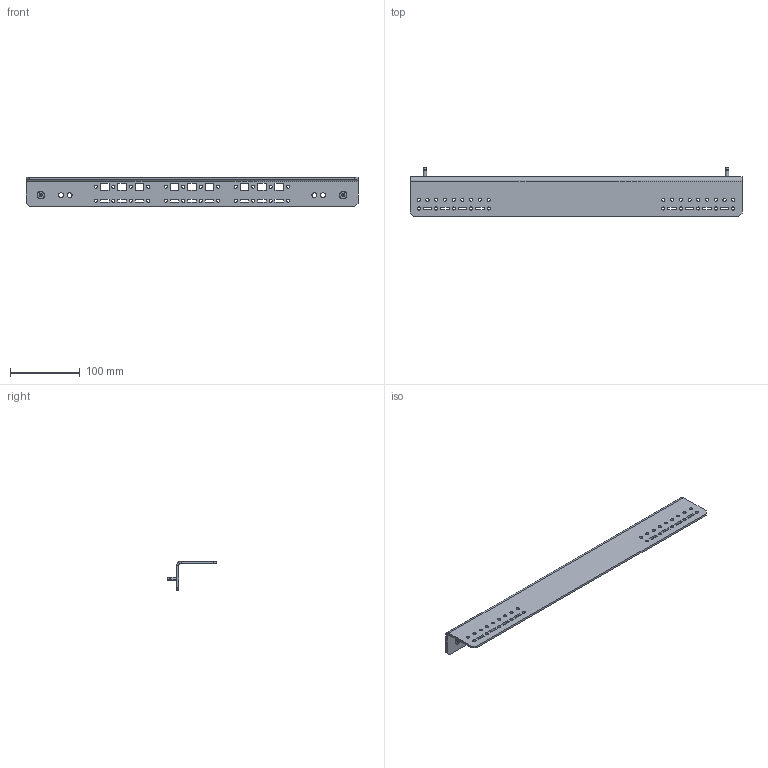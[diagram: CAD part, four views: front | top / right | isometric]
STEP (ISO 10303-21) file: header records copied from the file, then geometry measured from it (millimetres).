
FILE_DESCRIPTION (( 'STEP AP203' ), '1' );
FILE_NAME ('UR16702040000 Êîìïëåêò ìîíòàæíûõ øèí 42õ57õ475 äëÿ 19-äþéìîâîãî îáîðóäîâàíèÿ RS52 (2øò) (000.801.622-02) .STEP', '2022-04-26T06:35:52', ( '' ), ( '' ), 'SwSTEP 2.0', 'SolidWorks 2017', '' );
FILE_SCHEMA (( 'CONFIG_CONTROL_DESIGN' ));
Length unit declared in the file: millimetre
Products named in the file (3): Âèíò DIN 7500 M TORX_Œ5å16; UR16702040000 Êîìïëåêò ìîíòàæíûõ øèí 42õ57õ475 äëÿ 19-äþéìîâîãî îáîðóäîâàíèÿ RS52 (2øò) (000.801.622-02) ; 026-702 Ìîíòàæíàÿ øèíà 42õ57_02
Assembly tree (3 placements, depth 2):
  UR16702040000 Êîìïëåêò ìîíòàæíûõ øèí 42õ57õ475 äëÿ 19-äþéìîâîãî îáîðóäîâàíèÿ RS52 (2øò) (000.801.622-02) 
    026-702 Ìîíòàæíàÿ øèíà 42õ57_02
    Âèíò DIN 7500 M TORX_Œ5å16  x2
Bounding box: 475 x 70.2 x 42 mm (x, y, z)
Volume: 125078.3 mm3; surface area: 92672.4 mm2
Topology: 3 solids, 3 shells, 330 faces, 934 edges, 612 vertices
Faces by surface type: cylinder 184, plane 126, cone 12, torus 8
Entity records: 10118 total; most frequent: DIRECTION 1721, CARTESIAN_POINT 1653, ORIENTED_EDGE 1642, EDGE_CURVE 821, AXIS2_PLACEMENT_3D 608, VERTEX_POINT 540, VECTOR 505, LINE 505
